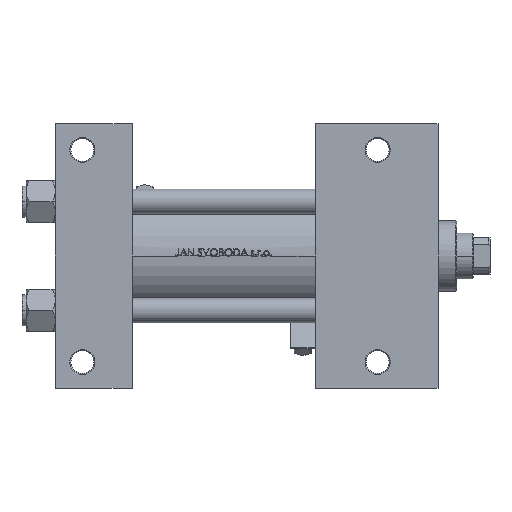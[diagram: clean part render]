
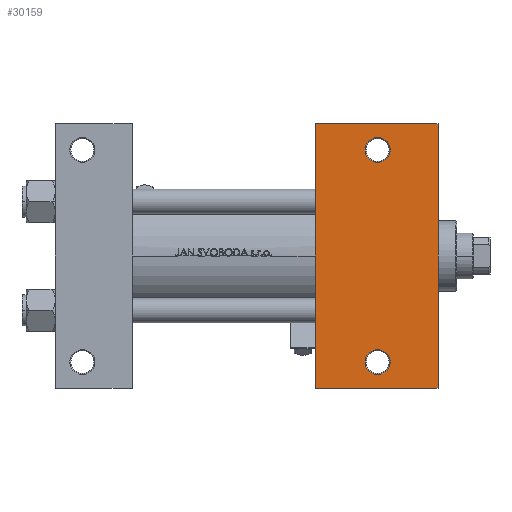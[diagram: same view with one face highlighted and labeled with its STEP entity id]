
A CAD part, front view. The second image highlights one B-rep face of the part: STEP entity #30159.
In plain terms, the highlighted face is planar.
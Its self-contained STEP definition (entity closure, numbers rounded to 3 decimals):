
#37 = PLANE ( 'NONE',  #19064 ) ;
#1067 = VERTEX_POINT ( 'NONE', #8407 ) ;
#1082 = AXIS2_PLACEMENT_3D ( 'NONE', #48311, #44402, #33092 ) ;
#1099 = ORIENTED_EDGE ( 'NONE', *, *, #39610, .T. ) ;
#1125 = EDGE_LOOP ( 'NONE', ( #3092, #1099 ) ) ;
#1801 = LINE ( 'NONE', #43612, #36463 ) ;
#3092 = ORIENTED_EDGE ( 'NONE', *, *, #25822, .T. ) ;
#3544 = ORIENTED_EDGE ( 'NONE', *, *, #36781, .T. ) ;
#5256 = DIRECTION ( 'NONE',  ( -1., 0., 0. ) ) ;
#5664 = CIRCLE ( 'NONE', #14342, 5.999 ) ;
#6230 = CARTESIAN_POINT ( 'NONE',  ( 125., -63.5, -37.5 ) ) ;
#6241 = CARTESIAN_POINT ( 'NONE',  ( 149.001, -51., -37.5 ) ) ;
#7638 = CARTESIAN_POINT ( 'NONE',  ( 184., 37.5, -37.5 ) ) ;
#7867 = FACE_BOUND ( 'NONE', #1125, .T. ) ;
#8407 = CARTESIAN_POINT ( 'NONE',  ( 161., -51., -37.5 ) ) ;
#8564 = CARTESIAN_POINT ( 'NONE',  ( 155., 51., -37.5 ) ) ;
#12038 = FACE_BOUND ( 'NONE', #21282, .T. ) ;
#12643 = CIRCLE ( 'NONE', #40156, 5.999 ) ;
#12772 = LINE ( 'NONE', #43290, #39512 ) ;
#12807 = EDGE_CURVE ( 'NONE', #43226, #1067, #16752, .T. ) ;
#13576 = DIRECTION ( 'NONE',  ( 0., -1., 0. ) ) ;
#14342 = AXIS2_PLACEMENT_3D ( 'NONE', #22570, #30436, #18867 ) ;
#14648 = LINE ( 'NONE', #37290, #40687 ) ;
#15004 = VERTEX_POINT ( 'NONE', #21352 ) ;
#15187 = CARTESIAN_POINT ( 'NONE',  ( 125., 63.5, -37.5 ) ) ;
#16752 = CIRCLE ( 'NONE', #1082, 5.999 ) ;
#17794 = ORIENTED_EDGE ( 'NONE', *, *, #12807, .T. ) ;
#18867 = DIRECTION ( 'NONE',  ( -1., 0., 0. ) ) ;
#19064 = AXIS2_PLACEMENT_3D ( 'NONE', #7638, #38615, #45507 ) ;
#20293 = ORIENTED_EDGE ( 'NONE', *, *, #23086, .T. ) ;
#20347 = VERTEX_POINT ( 'NONE', #28968 ) ;
#21282 = EDGE_LOOP ( 'NONE', ( #17794, #28941 ) ) ;
#21352 = CARTESIAN_POINT ( 'NONE',  ( 184., 63.5, -37.5 ) ) ;
#21912 = VERTEX_POINT ( 'NONE', #33304 ) ;
#22279 = DIRECTION ( 'NONE',  ( 0., -1., 0. ) ) ;
#22570 = CARTESIAN_POINT ( 'NONE',  ( 155., -51., -37.5 ) ) ;
#23086 = EDGE_CURVE ( 'NONE', #21912, #46676, #32944, .T. ) ;
#23510 = VERTEX_POINT ( 'NONE', #37005 ) ;
#23822 = DIRECTION ( 'NONE',  ( 0., 0., 1. ) ) ;
#23952 = DIRECTION ( 'NONE',  ( 0., 0., 1. ) ) ;
#25074 = CARTESIAN_POINT ( 'NONE',  ( 125., -63.5, -37.5 ) ) ;
#25822 = EDGE_CURVE ( 'NONE', #23510, #20347, #12643, .T. ) ;
#28941 = ORIENTED_EDGE ( 'NONE', *, *, #29601, .T. ) ;
#28968 = CARTESIAN_POINT ( 'NONE',  ( 161., 51., -37.5 ) ) ;
#29601 = EDGE_CURVE ( 'NONE', #1067, #43226, #5664, .T. ) ;
#30159 = ADVANCED_FACE ( 'NONE', ( #7867, #12038, #41352 ), #37, .T. ) ;
#30436 = DIRECTION ( 'NONE',  ( 0., 0., 1. ) ) ;
#31085 = CARTESIAN_POINT ( 'NONE',  ( 155., 51., -37.5 ) ) ;
#31212 = EDGE_CURVE ( 'NONE', #43045, #15004, #12772, .T. ) ;
#32944 = LINE ( 'NONE', #25074, #39271 ) ;
#33092 = DIRECTION ( 'NONE',  ( -1., 0., 0. ) ) ;
#33189 = DIRECTION ( 'NONE',  ( -1., 0., 0. ) ) ;
#33304 = CARTESIAN_POINT ( 'NONE',  ( 184., -63.5, -37.5 ) ) ;
#33406 = CIRCLE ( 'NONE', #38921, 5.999 ) ;
#33706 = EDGE_LOOP ( 'NONE', ( #43598, #38136, #3544, #20293 ) ) ;
#36463 = VECTOR ( 'NONE', #13576, 1000. ) ;
#36781 = EDGE_CURVE ( 'NONE', #15004, #21912, #1801, .T. ) ;
#37005 = CARTESIAN_POINT ( 'NONE',  ( 149.001, 51., -37.5 ) ) ;
#37290 = CARTESIAN_POINT ( 'NONE',  ( 125., 37.5, -37.5 ) ) ;
#38136 = ORIENTED_EDGE ( 'NONE', *, *, #31212, .T. ) ;
#38585 = DIRECTION ( 'NONE',  ( -1., 0., 0. ) ) ;
#38615 = DIRECTION ( 'NONE',  ( 0., 0., -1. ) ) ;
#38921 = AXIS2_PLACEMENT_3D ( 'NONE', #8564, #23822, #38585 ) ;
#39271 = VECTOR ( 'NONE', #33189, 1000. ) ;
#39512 = VECTOR ( 'NONE', #46963, 1000. ) ;
#39610 = EDGE_CURVE ( 'NONE', #20347, #23510, #33406, .T. ) ;
#40156 = AXIS2_PLACEMENT_3D ( 'NONE', #31085, #23952, #5256 ) ;
#40687 = VECTOR ( 'NONE', #22279, 1000. ) ;
#41352 = FACE_OUTER_BOUND ( 'NONE', #33706, .T. ) ;
#43045 = VERTEX_POINT ( 'NONE', #15187 ) ;
#43226 = VERTEX_POINT ( 'NONE', #6241 ) ;
#43290 = CARTESIAN_POINT ( 'NONE',  ( 125., 63.5, -37.5 ) ) ;
#43598 = ORIENTED_EDGE ( 'NONE', *, *, #45096, .F. ) ;
#43612 = CARTESIAN_POINT ( 'NONE',  ( 184., 37.5, -37.5 ) ) ;
#44402 = DIRECTION ( 'NONE',  ( 0., 0., 1. ) ) ;
#45096 = EDGE_CURVE ( 'NONE', #43045, #46676, #14648, .T. ) ;
#45507 = DIRECTION ( 'NONE',  ( -1., 0., 0. ) ) ;
#46676 = VERTEX_POINT ( 'NONE', #6230 ) ;
#46963 = DIRECTION ( 'NONE',  ( 1., 0., 0. ) ) ;
#48311 = CARTESIAN_POINT ( 'NONE',  ( 155., -51., -37.5 ) ) ;
